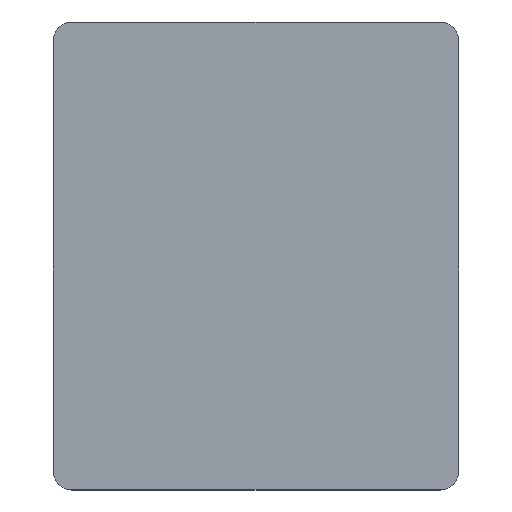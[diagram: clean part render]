
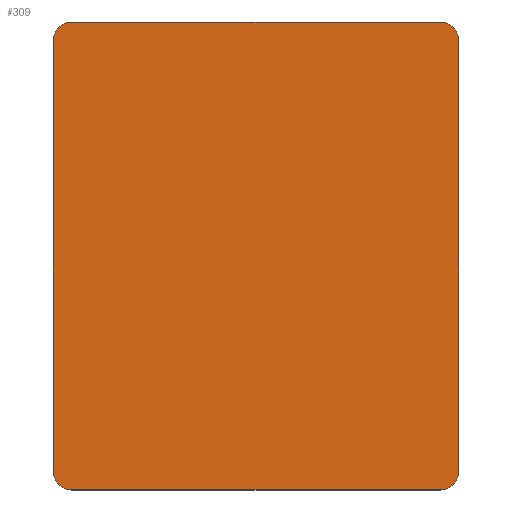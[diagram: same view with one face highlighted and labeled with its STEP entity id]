
A CAD part, top view. The second image highlights one B-rep face of the part: STEP entity #309.
In plain terms, the highlighted planar face has unit normal (0, 0, 1).
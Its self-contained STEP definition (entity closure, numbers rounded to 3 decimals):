
#32 = VERTEX_POINT('',#33);
#33 = CARTESIAN_POINT('',(-29.5,-40.25,3.));
#39 = EDGE_CURVE('',#32,#40,#42,.T.);
#40 = VERTEX_POINT('',#41);
#41 = CARTESIAN_POINT('',(29.5,-40.25,3.));
#42 = LINE('',#43,#44);
#43 = CARTESIAN_POINT('',(-32.5,-40.25,3.));
#44 = VECTOR('',#45,1.);
#45 = DIRECTION('',(1.,0.,0.));
#265 = VERTEX_POINT('',#266);
#266 = CARTESIAN_POINT('',(-32.5,-37.25,3.));
#272 = EDGE_CURVE('',#32,#265,#273,.T.);
#273 = CIRCLE('',#274,3.);
#274 = AXIS2_PLACEMENT_3D('',#275,#276,#277);
#275 = CARTESIAN_POINT('',(-29.5,-37.25,3.));
#276 = DIRECTION('',(-0.,-0.,-1.));
#277 = DIRECTION('',(0.,-1.,0.));
#290 = VERTEX_POINT('',#291);
#291 = CARTESIAN_POINT('',(32.5,-37.25,3.));
#297 = EDGE_CURVE('',#40,#290,#298,.T.);
#298 = CIRCLE('',#299,3.);
#299 = AXIS2_PLACEMENT_3D('',#300,#301,#302);
#300 = CARTESIAN_POINT('',(29.5,-37.25,3.));
#301 = DIRECTION('',(-0.,0.,1.));
#302 = DIRECTION('',(0.,-1.,0.));
#309 = ADVANCED_FACE('',(#310),#355,.T.);
#310 = FACE_BOUND('',#311,.T.);
#311 = EDGE_LOOP('',(#312,#320,#321,#322,#323,#331,#340,#348));
#312 = ORIENTED_EDGE('',*,*,#313,.T.);
#313 = EDGE_CURVE('',#314,#265,#316,.T.);
#314 = VERTEX_POINT('',#315);
#315 = CARTESIAN_POINT('',(-32.5,31.75,3.));
#316 = LINE('',#317,#318);
#317 = CARTESIAN_POINT('',(-32.5,34.75,3.));
#318 = VECTOR('',#319,1.);
#319 = DIRECTION('',(0.,-1.,0.));
#320 = ORIENTED_EDGE('',*,*,#272,.F.);
#321 = ORIENTED_EDGE('',*,*,#39,.T.);
#322 = ORIENTED_EDGE('',*,*,#297,.T.);
#323 = ORIENTED_EDGE('',*,*,#324,.T.);
#324 = EDGE_CURVE('',#290,#325,#327,.T.);
#325 = VERTEX_POINT('',#326);
#326 = CARTESIAN_POINT('',(32.5,31.75,3.));
#327 = LINE('',#328,#329);
#328 = CARTESIAN_POINT('',(32.5,-40.25,3.));
#329 = VECTOR('',#330,1.);
#330 = DIRECTION('',(0.,1.,0.));
#331 = ORIENTED_EDGE('',*,*,#332,.T.);
#332 = EDGE_CURVE('',#325,#333,#335,.T.);
#333 = VERTEX_POINT('',#334);
#334 = CARTESIAN_POINT('',(29.5,34.75,3.));
#335 = CIRCLE('',#336,3.);
#336 = AXIS2_PLACEMENT_3D('',#337,#338,#339);
#337 = CARTESIAN_POINT('',(29.5,31.75,3.));
#338 = DIRECTION('',(-0.,0.,1.));
#339 = DIRECTION('',(0.,-1.,0.));
#340 = ORIENTED_EDGE('',*,*,#341,.T.);
#341 = EDGE_CURVE('',#333,#342,#344,.T.);
#342 = VERTEX_POINT('',#343);
#343 = CARTESIAN_POINT('',(-29.5,34.75,3.));
#344 = LINE('',#345,#346);
#345 = CARTESIAN_POINT('',(32.5,34.75,3.));
#346 = VECTOR('',#347,1.);
#347 = DIRECTION('',(-1.,0.,0.));
#348 = ORIENTED_EDGE('',*,*,#349,.F.);
#349 = EDGE_CURVE('',#314,#342,#350,.T.);
#350 = CIRCLE('',#351,3.);
#351 = AXIS2_PLACEMENT_3D('',#352,#353,#354);
#352 = CARTESIAN_POINT('',(-29.5,31.75,3.));
#353 = DIRECTION('',(-0.,-0.,-1.));
#354 = DIRECTION('',(0.,-1.,0.));
#355 = PLANE('',#356);
#356 = AXIS2_PLACEMENT_3D('',#357,#358,#359);
#357 = CARTESIAN_POINT('',(0.,-2.75,3.));
#358 = DIRECTION('',(0.,0.,1.));
#359 = DIRECTION('',(1.,0.,0.));
